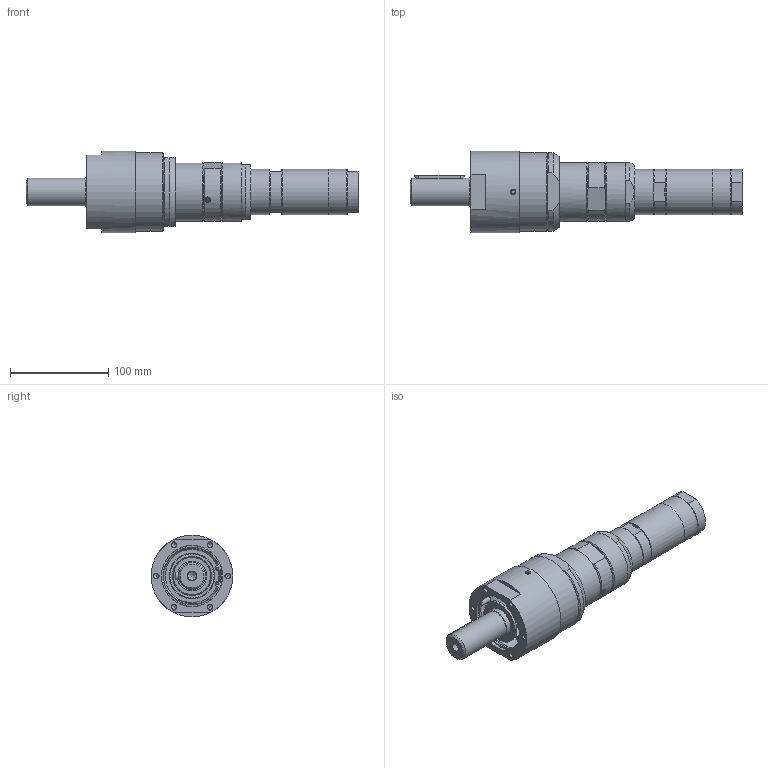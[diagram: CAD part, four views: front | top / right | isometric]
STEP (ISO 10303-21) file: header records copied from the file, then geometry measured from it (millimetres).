
FILE_DESCRIPTION(/* description */ (''),/* implementation_level */ '2;1');
FILE_NAME(/* name */ 'MRD 84-25_60024787.stp',/* time_stamp */ '2018-08-30T10:09:20+02:00',/* author */ ('FLambert'),/* organization */ (''),/* preprocessor_version */ 'ST-DEVELOPER v17',/* originating_system */ 'Autodesk Inventor 2018',/* authorisation */ '');
FILE_SCHEMA (('AUTOMOTIVE_DESIGN { 1 0 10303 214 3 1 1 }'));
Length unit declared in the file: millimetre
Products named in the file (1): MRD 84-25_60024787
Bounding box: 337.5 x 83 x 83 mm (x, y, z)
Volume: 874038.7 mm3; surface area: 86556.6 mm2
Topology: 1 solids, 7 shells, 300 faces, 795 edges, 535 vertices
Faces by surface type: plane 152, cylinder 83, cone 49, torus 7, bspline 7, sphere 2
Full cylindrical faces by diameter (mm): 1.55 x2, 2.5 x2, 3.6 x1, 4 x3, 4.917 x6, 5 x1, 5.5 x2, 8.376 x1, 11.445 x1, 18.631 x1, 28 x1, 30 x2, 38 x1, 40 x2, 45 x1, 46 x3, 46.5 x1, 60 x2, 62 x2, 65 x1, 67 x1, 67.4 x1, 68.178 x1, 68.376 x1, 80 x1, 83 x1
Entity records: 10026 total; most frequent: CARTESIAN_POINT 2003, DIRECTION 1657, ORIENTED_EDGE 1576, EDGE_CURVE 788, AXIS2_PLACEMENT_3D 641, VERTEX_POINT 535, LINE 375, VECTOR 375
